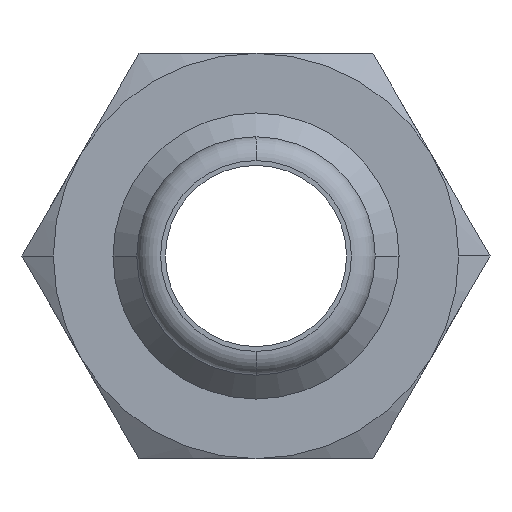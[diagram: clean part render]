
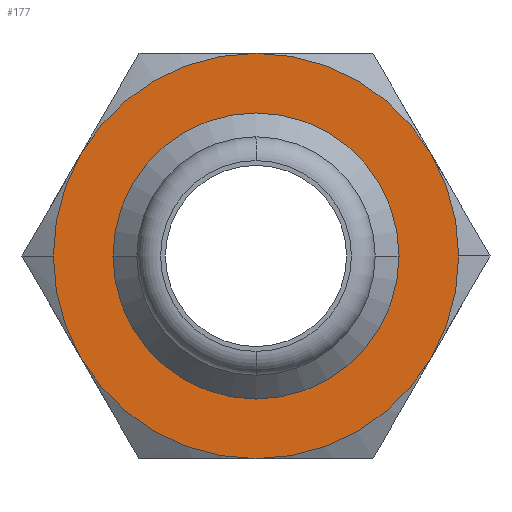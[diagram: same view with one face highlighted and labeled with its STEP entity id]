
A CAD part, front view. The second image highlights one B-rep face of the part: STEP entity #177.
In plain terms, the highlighted planar face has unit normal (0, -1, 0).
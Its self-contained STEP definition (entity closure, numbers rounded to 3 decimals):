
#177=ADVANCED_FACE('',(#388,#389),#390,.T.);
#388=FACE_OUTER_BOUND('',#29835,.T.);
#389=FACE_BOUND('',#29836,.T.);
#390=PLANE('',#29837);
#29835=EDGE_LOOP('',(#30263,#30264,#30265,#30266,#30267,#30268,#30269,#30270));
#29836=EDGE_LOOP('',(#30271,#30272));
#29837=AXIS2_PLACEMENT_3D('',#30273,#30274,#30275);
#30263=ORIENTED_EDGE('',*,*,#30752,.F.);
#30264=ORIENTED_EDGE('',*,*,#30753,.F.);
#30265=ORIENTED_EDGE('',*,*,#30749,.F.);
#30266=ORIENTED_EDGE('',*,*,#30754,.F.);
#30267=ORIENTED_EDGE('',*,*,#30737,.F.);
#30268=ORIENTED_EDGE('',*,*,#30629,.F.);
#30269=ORIENTED_EDGE('',*,*,#30679,.F.);
#30270=ORIENTED_EDGE('',*,*,#30615,.F.);
#30271=ORIENTED_EDGE('',*,*,#30755,.F.);
#30272=ORIENTED_EDGE('',*,*,#30756,.F.);
#30273=CARTESIAN_POINT('',(4.25,20.0,0.0));
#30274=DIRECTION('',(-0.0,-1.0,-0.0));
#30275=DIRECTION('',(-1.0,0.0,0.0));
#30615=EDGE_CURVE('',#30875,#30877,#30878,.T.);
#30629=EDGE_CURVE('',#30900,#30897,#30902,.T.);
#30679=EDGE_CURVE('',#30877,#30900,#30984,.T.);
#30737=EDGE_CURVE('',#30897,#31059,#31062,.T.);
#30749=EDGE_CURVE('',#30959,#31075,#31076,.T.);
#30752=EDGE_CURVE('',#30832,#30875,#31079,.T.);
#30753=EDGE_CURVE('',#31075,#30832,#31080,.T.);
#30754=EDGE_CURVE('',#31059,#30959,#31081,.T.);
#30755=EDGE_CURVE('',#31082,#31083,#31084,.T.);
#30756=EDGE_CURVE('',#31083,#31082,#31085,.T.);
#30832=VERTEX_POINT('',#31169);
#30875=VERTEX_POINT('',#31306);
#30877=VERTEX_POINT('',#31309);
#30878=CIRCLE('',#31310,8.5);
#30897=VERTEX_POINT('',#31364);
#30900=VERTEX_POINT('',#31378);
#30902=CIRCLE('',#31391,8.5);
#30959=VERTEX_POINT('',#33636);
#30984=CIRCLE('',#33764,8.5);
#31059=VERTEX_POINT('',#34074);
#31062=CIRCLE('',#34089,8.5);
#31075=VERTEX_POINT('',#34135);
#31076=CIRCLE('',#34136,8.5);
#31079=CIRCLE('',#34150,8.5);
#31080=CIRCLE('',#34151,8.5);
#31081=CIRCLE('',#34152,8.5);
#31082=VERTEX_POINT('',#34153);
#31083=VERTEX_POINT('',#34154);
#31084=CIRCLE('',#34155,6.0);
#31085=CIRCLE('',#34156,6.0);
#31169=CARTESIAN_POINT('',(7.361,20.0,4.25));
#31306=CARTESIAN_POINT('',(8.5,20.0,0.));
#31309=CARTESIAN_POINT('',(7.361,20.0,-4.25));
#31310=AXIS2_PLACEMENT_3D('',#34381,#34382,#34383);
#31364=CARTESIAN_POINT('',(-7.361,20.0,-4.25));
#31378=CARTESIAN_POINT('',(0.0,20.0,-8.5));
#31391=AXIS2_PLACEMENT_3D('',#34395,#34396,#34397);
#33636=CARTESIAN_POINT('',(-7.361,20.0,4.25));
#33764=AXIS2_PLACEMENT_3D('',#34463,#34464,#34465);
#34074=CARTESIAN_POINT('',(-8.5,20.0,0.));
#34089=AXIS2_PLACEMENT_3D('',#34517,#34518,#34519);
#34135=CARTESIAN_POINT('',(0.,20.0,8.5));
#34136=AXIS2_PLACEMENT_3D('',#34532,#34533,#34534);
#34150=AXIS2_PLACEMENT_3D('',#34535,#34536,#34537);
#34151=AXIS2_PLACEMENT_3D('',#34538,#34539,#34540);
#34152=AXIS2_PLACEMENT_3D('',#34541,#34542,#34543);
#34153=CARTESIAN_POINT('',(-6.0,20.0,0.));
#34154=CARTESIAN_POINT('',(6.0,20.0,0.));
#34155=AXIS2_PLACEMENT_3D('',#34544,#34545,#34546);
#34156=AXIS2_PLACEMENT_3D('',#34547,#34548,#34549);
#34381=CARTESIAN_POINT('',(0.0,20.0,0.0));
#34382=DIRECTION('',(-0.0,1.0,0.0));
#34383=DIRECTION('',(1.0,0.0,0.0));
#34395=CARTESIAN_POINT('',(0.0,20.0,0.0));
#34396=DIRECTION('',(-0.0,1.0,0.0));
#34397=DIRECTION('',(1.0,0.0,0.0));
#34463=CARTESIAN_POINT('',(0.0,20.0,0.0));
#34464=DIRECTION('',(-0.0,1.0,0.0));
#34465=DIRECTION('',(1.0,0.0,0.0));
#34517=CARTESIAN_POINT('',(0.0,20.0,0.0));
#34518=DIRECTION('',(-0.0,1.0,0.0));
#34519=DIRECTION('',(1.0,0.0,0.0));
#34532=CARTESIAN_POINT('',(0.0,20.0,0.0));
#34533=DIRECTION('',(-0.0,1.0,0.0));
#34534=DIRECTION('',(1.0,0.0,0.0));
#34535=CARTESIAN_POINT('',(0.0,20.0,0.0));
#34536=DIRECTION('',(-0.0,1.0,0.0));
#34537=DIRECTION('',(1.0,0.0,0.0));
#34538=CARTESIAN_POINT('',(0.0,20.0,0.0));
#34539=DIRECTION('',(-0.0,1.0,0.0));
#34540=DIRECTION('',(1.0,0.0,0.0));
#34541=CARTESIAN_POINT('',(0.0,20.0,0.0));
#34542=DIRECTION('',(-0.0,1.0,0.0));
#34543=DIRECTION('',(1.0,0.0,0.0));
#34544=CARTESIAN_POINT('',(0.0,20.0,0.0));
#34545=DIRECTION('',(0.0,-1.0,0.0));
#34546=DIRECTION('',(1.0,0.0,0.0));
#34547=CARTESIAN_POINT('',(0.0,20.0,0.0));
#34548=DIRECTION('',(0.0,-1.0,0.0));
#34549=DIRECTION('',(1.0,0.0,0.0));
